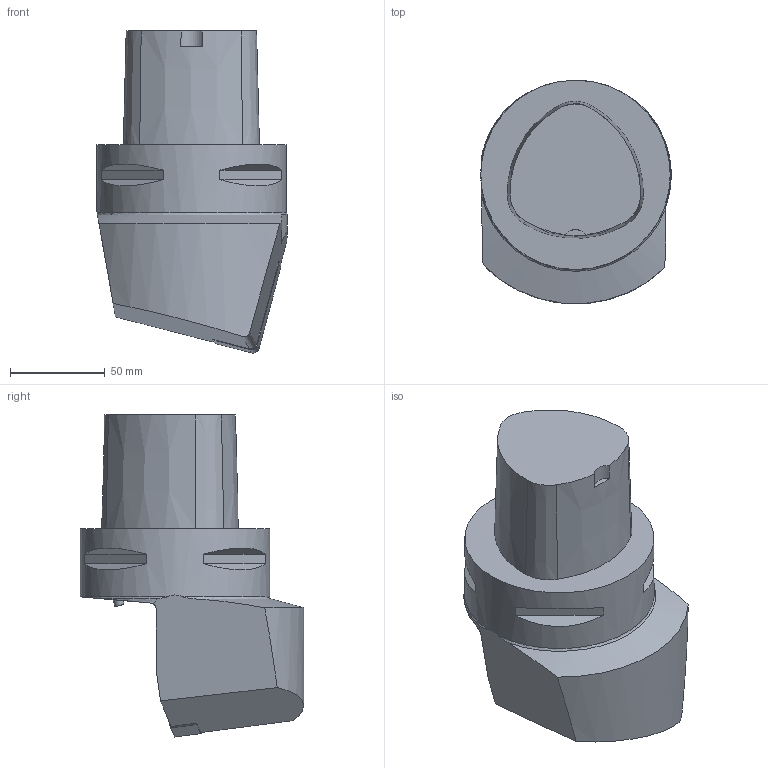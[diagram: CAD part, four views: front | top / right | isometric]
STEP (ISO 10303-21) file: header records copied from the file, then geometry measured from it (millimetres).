
FILE_DESCRIPTION(/* description */ (''),/* implementation_level */ '2;1');
FILE_NAME(/* name */ '1568283934786.stp',/* time_stamp */ '2019-09-12T15:55:44+05:00',/* author */ (''),/* organization */ ('SMS'),/* preprocessor_version */ 'ST-DEVELOPER v15',/* originating_system */ 'SIEMENS PLM Software NX 8.5',/* authorisation */ '');
FILE_SCHEMA (('AUTOMOTIVE_DESIGN { 1 0 10303 214 3 1 1 1 }'));
Length unit declared in the file: millimetre
Products named in the file (4): ASSEMBLY_CONSTRUCTION; 202550588mod000_00; 202550516mod000_00; 201778056mod000_00
Assembly tree (3 placements, depth 2):
  201778056mod000_00
    202550516mod000_00
    202550588mod000_00
    ASSEMBLY_CONSTRUCTION
Bounding box: 100.5 x 117.97 x 170 mm (x, y, z)
Volume: 879730.3 mm3; surface area: 65437.7 mm2
Topology: 2 solids, 2 shells, 87 faces, 212 edges, 143 vertices
Faces by surface type: plane 51, cone 18, cylinder 16, torus 2
Full cylindrical faces by diameter (mm): 5 x1, 100 x1
Entity records: 2813 total; most frequent: CARTESIAN_POINT 614, DIRECTION 448, ORIENTED_EDGE 410, EDGE_CURVE 205, AXIS2_PLACEMENT_3D 176, VERTEX_POINT 132, EDGE_LOOP 97, LINE 96
